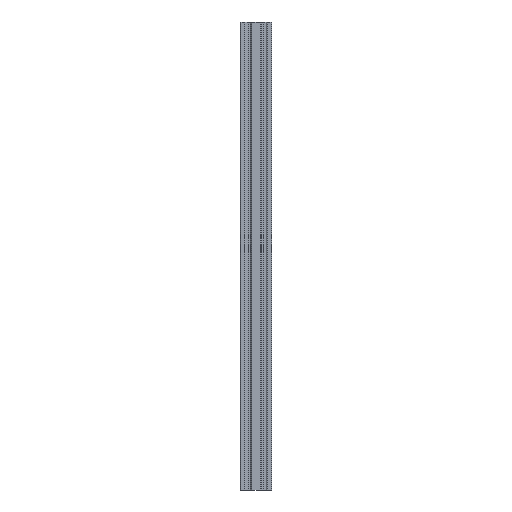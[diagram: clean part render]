
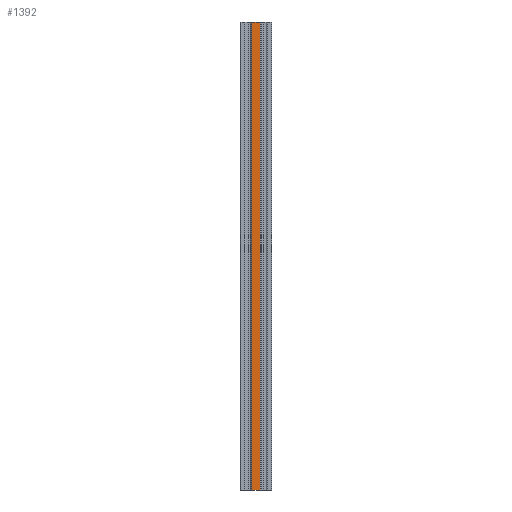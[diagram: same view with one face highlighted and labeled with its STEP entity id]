
A CAD part, left-side view. The second image highlights one B-rep face of the part: STEP entity #1392.
In plain terms, the highlighted planar face has unit normal (-1, 0, 0).
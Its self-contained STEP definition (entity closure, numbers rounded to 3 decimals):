
#1337=CARTESIAN_POINT('',(15.228,66.325,-154.691));
#1338=VERTEX_POINT('',#1337);
#1345=CARTESIAN_POINT('',(15.228,66.325,445.309));
#1346=VERTEX_POINT('',#1345);
#1347=CARTESIAN_POINT('',(15.228,66.325,445.309));
#1348=DIRECTION('',(0.0,0.0,-1.0));
#1349=VECTOR('',#1348,600.0);
#1350=LINE('',#1347,#1349);
#1351=EDGE_CURVE('',#1346,#1338,#1350,.T.);
#1362=CARTESIAN_POINT('',(15.228,60.905,445.309));
#1363=DIRECTION('',(-1.0,0.0,0.0));
#1364=DIRECTION('',(0.0,0.0,1.0));
#1365=AXIS2_PLACEMENT_3D('',#1362,#1363,#1364);
#1366=PLANE('',#1365);
#1367=ORIENTED_EDGE('',*,*,#1351,.T.);
#1368=CARTESIAN_POINT('',(15.228,55.485,-154.691));
#1369=VERTEX_POINT('',#1368);
#1370=CARTESIAN_POINT('',(15.228,55.485,-154.691));
#1371=DIRECTION('',(0.,1.0,0.0));
#1372=VECTOR('',#1371,10.84);
#1373=LINE('',#1370,#1372);
#1374=EDGE_CURVE('',#1369,#1338,#1373,.T.);
#1375=ORIENTED_EDGE('',*,*,#1374,.F.);
#1376=CARTESIAN_POINT('',(15.228,55.485,445.309));
#1377=VERTEX_POINT('',#1376);
#1378=CARTESIAN_POINT('',(15.228,55.485,445.309));
#1379=DIRECTION('',(0.0,0.0,-1.0));
#1380=VECTOR('',#1379,600.0);
#1381=LINE('',#1378,#1380);
#1382=EDGE_CURVE('',#1377,#1369,#1381,.T.);
#1383=ORIENTED_EDGE('',*,*,#1382,.F.);
#1384=CARTESIAN_POINT('',(15.228,55.485,445.309));
#1385=DIRECTION('',(0.0,1.0,0.0));
#1386=VECTOR('',#1385,10.84);
#1387=LINE('',#1384,#1386);
#1388=EDGE_CURVE('',#1377,#1346,#1387,.T.);
#1389=ORIENTED_EDGE('',*,*,#1388,.T.);
#1390=EDGE_LOOP('',(#1367,#1375,#1383,#1389));
#1391=FACE_BOUND('',#1390,.T.);
#1392=ADVANCED_FACE('',(#1391),#1366,.T.);
